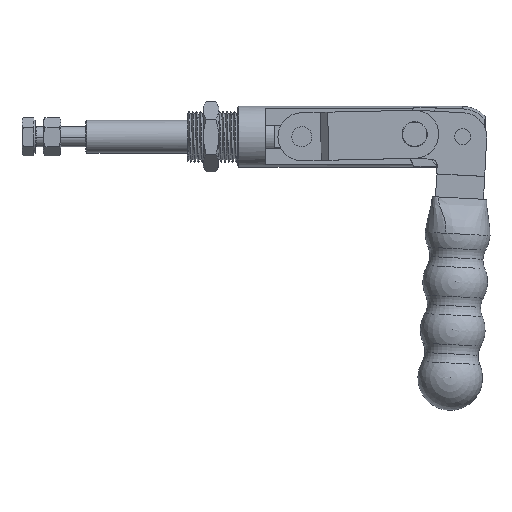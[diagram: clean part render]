
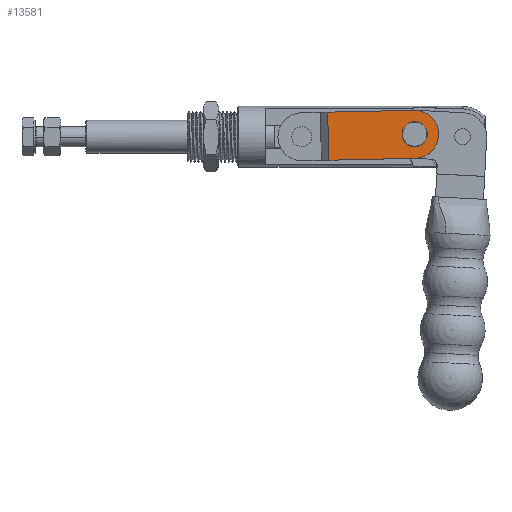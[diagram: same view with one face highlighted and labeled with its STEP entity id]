
A CAD part, top view. The second image highlights one B-rep face of the part: STEP entity #13581.
In plain terms, the highlighted planar face has unit normal (0, 0, 1).
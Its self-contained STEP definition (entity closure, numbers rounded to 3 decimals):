
#252 = CARTESIAN_POINT ( 'NONE',  ( 55.562, 12.853, 11.85 ) ) ;
#461 = LINE ( 'NONE', #252, #3285 ) ;
#615 = FACE_BOUND ( 'NONE', #9773, .T. ) ;
#754 = PLANE ( 'NONE',  #13752 ) ;
#1487 = ORIENTED_EDGE ( 'NONE', *, *, #11450, .T. ) ;
#2042 = ORIENTED_EDGE ( 'NONE', *, *, #12051, .F. ) ;
#2209 = DIRECTION ( 'NONE',  ( 0., 0., -1. ) ) ;
#2448 = ORIENTED_EDGE ( 'NONE', *, *, #13475, .F. ) ;
#2722 = LINE ( 'NONE', #11867, #5939 ) ;
#2878 = VECTOR ( 'NONE', #9014, 1000. ) ;
#3037 = CARTESIAN_POINT ( 'NONE',  ( 90.025, 0.977, 11.85 ) ) ;
#3164 = DIRECTION ( 'NONE',  ( 0., 0., 1. ) ) ;
#3285 = VECTOR ( 'NONE', #12301, 1000. ) ;
#3303 = VECTOR ( 'NONE', #15224, 1000. ) ;
#3553 = CARTESIAN_POINT ( 'NONE',  ( 89.139, -3.74, 11.85 ) ) ;
#3929 = VERTEX_POINT ( 'NONE', #3553 ) ;
#4030 = ORIENTED_EDGE ( 'NONE', *, *, #9804, .T. ) ;
#4072 = CIRCLE ( 'NONE', #14042, 4.8 ) ;
#4091 = EDGE_LOOP ( 'NONE', ( #12767, #14061, #2042, #1487, #8375, #2448 ) ) ;
#4253 = DIRECTION ( 'NONE',  ( 0.022, -1., 0. ) ) ;
#4457 = CARTESIAN_POINT ( 'NONE',  ( 56.047, -9.27, 11.85 ) ) ;
#5062 = VERTEX_POINT ( 'NONE', #10258 ) ;
#5146 = CARTESIAN_POINT ( 'NONE',  ( 57.329, 9.763, 11.85 ) ) ;
#5254 = VERTEX_POINT ( 'NONE', #11855 ) ;
#5789 = AXIS2_PLACEMENT_3D ( 'NONE', #3037, #11468, #4253 ) ;
#5939 = VECTOR ( 'NONE', #8219, 1000. ) ;
#5951 = LINE ( 'NONE', #5146, #8769 ) ;
#6502 = LINE ( 'NONE', #13782, #3303 ) ;
#6561 = CARTESIAN_POINT ( 'NONE',  ( 90.025, 0.977, 11.85 ) ) ;
#7060 = CIRCLE ( 'NONE', #5789, 9.5 ) ;
#7438 = CIRCLE ( 'NONE', #12294, 4.8 ) ;
#7778 = DIRECTION ( 'NONE',  ( 0.185, 0.983, 0. ) ) ;
#8148 = VERTEX_POINT ( 'NONE', #8500 ) ;
#8219 = DIRECTION ( 'NONE',  ( 1., 0.022, 0. ) ) ;
#8307 = CARTESIAN_POINT ( 'NONE',  ( 57.329, 9.763, 11.85 ) ) ;
#8375 = ORIENTED_EDGE ( 'NONE', *, *, #12457, .T. ) ;
#8500 = CARTESIAN_POINT ( 'NONE',  ( 55.631, 9.726, 11.85 ) ) ;
#8616 = CARTESIAN_POINT ( 'NONE',  ( 90.911, 5.695, 11.85 ) ) ;
#8769 = VECTOR ( 'NONE', #13577, 1000. ) ;
#8910 = LINE ( 'NONE', #12596, #2878 ) ;
#9014 = DIRECTION ( 'NONE',  ( -1., -0.022, 0. ) ) ;
#9420 = CARTESIAN_POINT ( 'NONE',  ( 90.025, 0.977, 11.85 ) ) ;
#9773 = EDGE_LOOP ( 'NONE', ( #4030, #11255 ) ) ;
#9804 = EDGE_CURVE ( 'NONE', #12412, #3929, #7438, .T. ) ;
#10228 = FACE_OUTER_BOUND ( 'NONE', #4091, .T. ) ;
#10258 = CARTESIAN_POINT ( 'NONE',  ( 57.745, -9.232, 11.85 ) ) ;
#10394 = CARTESIAN_POINT ( 'NONE',  ( 56.047, -9.27, 11.85 ) ) ;
#10398 = CARTESIAN_POINT ( 'NONE',  ( 89.817, 10.475, 11.85 ) ) ;
#10649 = DIRECTION ( 'NONE',  ( 0.185, 0.983, 0. ) ) ;
#11255 = ORIENTED_EDGE ( 'NONE', *, *, #11268, .T. ) ;
#11268 = EDGE_CURVE ( 'NONE', #3929, #12412, #4072, .T. ) ;
#11450 = EDGE_CURVE ( 'NONE', #12937, #8148, #5951, .T. ) ;
#11468 = DIRECTION ( 'NONE',  ( 0., 0., 1. ) ) ;
#11593 = DIRECTION ( 'NONE',  ( 0.022, -1., 0. ) ) ;
#11635 = EDGE_CURVE ( 'NONE', #5062, #5254, #6502, .T. ) ;
#11855 = CARTESIAN_POINT ( 'NONE',  ( 90.233, -8.52, 11.85 ) ) ;
#11867 = CARTESIAN_POINT ( 'NONE',  ( 55.631, 9.726, 11.85 ) ) ;
#12051 = EDGE_CURVE ( 'NONE', #12937, #14724, #2722, .T. ) ;
#12294 = AXIS2_PLACEMENT_3D ( 'NONE', #6561, #15000, #7778 ) ;
#12301 = DIRECTION ( 'NONE',  ( 0.022, -1., 0. ) ) ;
#12412 = VERTEX_POINT ( 'NONE', #8616 ) ;
#12457 = EDGE_CURVE ( 'NONE', #8148, #15562, #461, .T. ) ;
#12596 = CARTESIAN_POINT ( 'NONE',  ( 57.745, -9.232, 11.85 ) ) ;
#12645 = EDGE_CURVE ( 'NONE', #5254, #14724, #7060, .T. ) ;
#12767 = ORIENTED_EDGE ( 'NONE', *, *, #11635, .T. ) ;
#12937 = VERTEX_POINT ( 'NONE', #8307 ) ;
#13475 = EDGE_CURVE ( 'NONE', #5062, #15562, #8910, .T. ) ;
#13577 = DIRECTION ( 'NONE',  ( -1., -0.022, 0. ) ) ;
#13581 = ADVANCED_FACE ( 'NONE', ( #615, #10228 ), #754, .T. ) ;
#13752 = AXIS2_PLACEMENT_3D ( 'NONE', #10394, #3164, #11593 ) ;
#13782 = CARTESIAN_POINT ( 'NONE',  ( 56.047, -9.27, 11.85 ) ) ;
#14042 = AXIS2_PLACEMENT_3D ( 'NONE', #9420, #2209, #10649 ) ;
#14061 = ORIENTED_EDGE ( 'NONE', *, *, #12645, .T. ) ;
#14724 = VERTEX_POINT ( 'NONE', #10398 ) ;
#15000 = DIRECTION ( 'NONE',  ( 0., 0., -1. ) ) ;
#15224 = DIRECTION ( 'NONE',  ( 1., 0.022, 0. ) ) ;
#15562 = VERTEX_POINT ( 'NONE', #4457 ) ;
